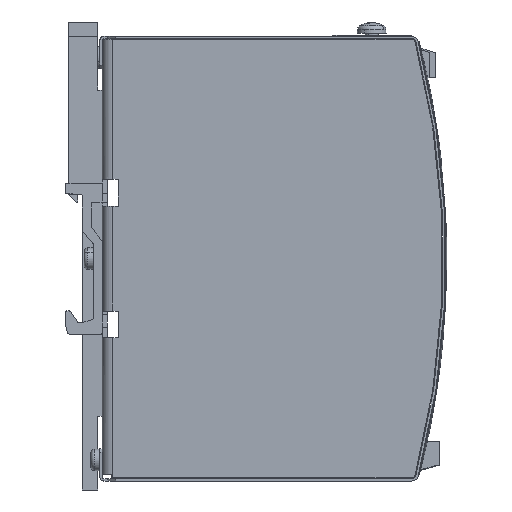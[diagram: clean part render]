
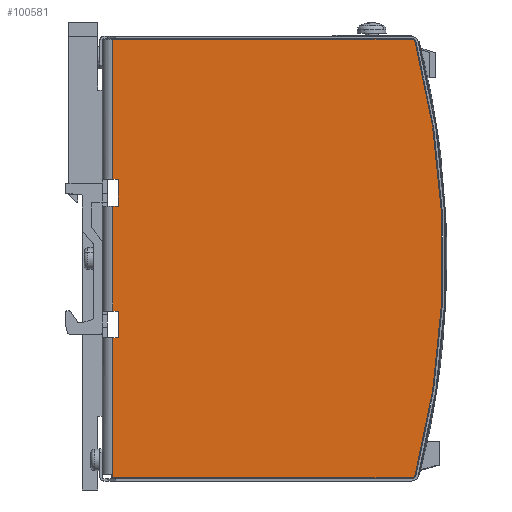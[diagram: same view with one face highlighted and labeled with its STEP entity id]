
A CAD part, front view. The second image highlights one B-rep face of the part: STEP entity #100581.
In plain terms, the highlighted planar face has unit normal (0, -1, 0).
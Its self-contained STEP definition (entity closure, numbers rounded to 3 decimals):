
#24265=DIRECTION('',(1.,0.,0.));
#24266=VECTOR('',#24265,83.693);
#24267=CARTESIAN_POINT('',(3.,-24.5,61.15));
#24268=LINE('',#24267,#24266);
#31151=DIRECTION('',(0.,0.,1.));
#31152=VECTOR('',#31151,39.05);
#31153=CARTESIAN_POINT('',(3.,-24.5,-61.15));
#31154=LINE('',#31153,#31152);
#31211=DIRECTION('',(-1.,0.,0.));
#31212=VECTOR('',#31211,1.5);
#31213=CARTESIAN_POINT('',(4.5,-24.5,14.6));
#31214=LINE('',#31213,#31212);
#31215=DIRECTION('',(0.,0.,-1.));
#31216=VECTOR('',#31215,7.5);
#31217=CARTESIAN_POINT('',(4.5,-24.5,22.1));
#31218=LINE('',#31217,#31216);
#31219=DIRECTION('',(1.,0.,0.));
#31220=VECTOR('',#31219,1.5);
#31221=CARTESIAN_POINT('',(3.,-24.5,22.1));
#31222=LINE('',#31221,#31220);
#31223=CARTESIAN_POINT('',(86.693,-24.5,60.65));
#31224=DIRECTION('',(0.,-1.,0.));
#31225=DIRECTION('',(0.611,0.,0.792));
#31226=AXIS2_PLACEMENT_3D('',#31223,#31224,#31225);
#31228=CARTESIAN_POINT('',(86.693,-24.5,60.65));
#31229=DIRECTION('',(0.,-1.,0.));
#31230=DIRECTION('',(0.967,0.,0.253));
#31231=AXIS2_PLACEMENT_3D('',#31228,#31229,#31230);
#31233=CARTESIAN_POINT('',(-145.,-24.5,0.));
#31234=DIRECTION('',(0.,-1.,0.));
#31235=DIRECTION('',(0.967,0.,-0.253));
#31236=AXIS2_PLACEMENT_3D('',#31233,#31234,#31235);
#31238=CARTESIAN_POINT('',(86.693,-24.5,-60.65));
#31239=DIRECTION('',(0.,-1.,0.));
#31240=DIRECTION('',(0.611,0.,-0.792));
#31241=AXIS2_PLACEMENT_3D('',#31238,#31239,#31240);
#31243=CARTESIAN_POINT('',(86.693,-24.5,-60.65));
#31244=DIRECTION('',(0.,-1.,0.));
#31245=DIRECTION('',(0.,0.,-1.));
#31246=AXIS2_PLACEMENT_3D('',#31243,#31244,#31245);
#31248=DIRECTION('',(1.,0.,0.));
#31249=VECTOR('',#31248,83.693);
#31250=CARTESIAN_POINT('',(3.,-24.5,-61.15));
#31251=LINE('',#31250,#31249);
#31252=DIRECTION('',(-1.,0.,0.));
#31253=VECTOR('',#31252,1.5);
#31254=CARTESIAN_POINT('',(4.5,-24.5,-22.1));
#31255=LINE('',#31254,#31253);
#31256=DIRECTION('',(0.,0.,-1.));
#31257=VECTOR('',#31256,7.5);
#31258=CARTESIAN_POINT('',(4.5,-24.5,-14.6));
#31259=LINE('',#31258,#31257);
#31260=DIRECTION('',(1.,0.,0.));
#31261=VECTOR('',#31260,1.5);
#31262=CARTESIAN_POINT('',(3.,-24.5,-14.6));
#31263=LINE('',#31262,#31261);
#31275=DIRECTION('',(0.,0.,1.));
#31276=VECTOR('',#31275,39.05);
#31277=CARTESIAN_POINT('',(3.,-24.5,22.1));
#31278=LINE('',#31277,#31276);
#31337=DIRECTION('',(0.,0.,1.));
#31338=VECTOR('',#31337,29.2);
#31339=CARTESIAN_POINT('',(3.,-24.5,-14.6));
#31340=LINE('',#31339,#31338);
#70489=CARTESIAN_POINT('',(4.5,-24.5,14.6));
#70490=VERTEX_POINT('',#70489);
#70491=CARTESIAN_POINT('',(4.5,-24.5,22.1));
#70492=VERTEX_POINT('',#70491);
#70513=CARTESIAN_POINT('',(4.5,-24.5,-22.1));
#70514=VERTEX_POINT('',#70513);
#70515=CARTESIAN_POINT('',(4.5,-24.5,-14.6));
#70516=VERTEX_POINT('',#70515);
#70604=CARTESIAN_POINT('',(3.,-24.5,-22.1));
#70606=VERTEX_POINT('',#70604);
#70611=CARTESIAN_POINT('',(3.,-24.5,-61.15));
#70612=VERTEX_POINT('',#70611);
#70613=CARTESIAN_POINT('',(3.,-24.5,22.1));
#70615=VERTEX_POINT('',#70613);
#70617=CARTESIAN_POINT('',(3.,-24.5,61.15));
#70618=VERTEX_POINT('',#70617);
#70620=CARTESIAN_POINT('',(3.,-24.5,14.6));
#70622=VERTEX_POINT('',#70620);
#70623=CARTESIAN_POINT('',(3.,-24.5,-14.6));
#70624=VERTEX_POINT('',#70623);
#70821=CARTESIAN_POINT('',(86.693,-24.5,-61.15));
#70822=VERTEX_POINT('',#70821);
#70825=CARTESIAN_POINT('',(86.999,-24.5,-61.046));
#70826=CARTESIAN_POINT('',(87.177,-24.5,-60.777));
#70827=VERTEX_POINT('',#70825);
#70828=VERTEX_POINT('',#70826);
#70829=CARTESIAN_POINT('',(87.177,-24.5,60.777));
#70830=VERTEX_POINT('',#70829);
#70841=CARTESIAN_POINT('',(86.999,-24.5,61.046));
#70842=CARTESIAN_POINT('',(86.693,-24.5,61.15));
#70843=VERTEX_POINT('',#70841);
#70844=VERTEX_POINT('',#70842);
#100548=CARTESIAN_POINT('',(95.,-24.5,-61.15));
#100549=DIRECTION('',(0.,-1.,0.));
#100550=DIRECTION('',(0.,0.,-1.));
#100551=AXIS2_PLACEMENT_3D('',#100548,#100549,#100550);
#100552=PLANE('',#100551);
#100553=ORIENTED_EDGE('',*,*,#90979,.F.);
#100555=ORIENTED_EDGE('',*,*,#100554,.F.);
#100556=ORIENTED_EDGE('',*,*,#90886,.F.);
#100558=ORIENTED_EDGE('',*,*,#100557,.T.);
#100559=ORIENTED_EDGE('',*,*,#91361,.T.);
#100561=ORIENTED_EDGE('',*,*,#100560,.F.);
#100563=ORIENTED_EDGE('',*,*,#100562,.F.);
#100565=ORIENTED_EDGE('',*,*,#100564,.F.);
#100567=ORIENTED_EDGE('',*,*,#100566,.F.);
#100569=ORIENTED_EDGE('',*,*,#100568,.F.);
#100570=ORIENTED_EDGE('',*,*,#100532,.F.);
#100571=ORIENTED_EDGE('',*,*,#100440,.T.);
#100572=ORIENTED_EDGE('',*,*,#100467,.F.);
#100574=ORIENTED_EDGE('',*,*,#100573,.F.);
#100576=ORIENTED_EDGE('',*,*,#100575,.F.);
#100578=ORIENTED_EDGE('',*,*,#100577,.T.);
#100579=EDGE_LOOP('',(#100553,#100555,#100556,#100558,#100559,#100561,#100563,
#100565,#100567,#100569,#100570,#100571,#100572,#100574,#100576,#100578));
#100580=FACE_OUTER_BOUND('',#100579,.F.);
#100581=ADVANCED_FACE('',(#100580),#100552,.T.);
#31227=CIRCLE('',#31226,0.5);
#31232=CIRCLE('',#31231,0.5);
#31237=CIRCLE('',#31236,240.);
#31242=CIRCLE('',#31241,0.5);
#31247=CIRCLE('',#31246,0.5);
#90886=EDGE_CURVE('',#70615,#70492,#31222,.T.);
#90979=EDGE_CURVE('',#70490,#70622,#31214,.T.);
#91361=EDGE_CURVE('',#70618,#70844,#24268,.T.);
#100440=EDGE_CURVE('',#70612,#70606,#31154,.T.);
#100467=EDGE_CURVE('',#70514,#70606,#31255,.T.);
#100532=EDGE_CURVE('',#70612,#70822,#31251,.T.);
#100554=EDGE_CURVE('',#70492,#70490,#31218,.T.);
#100557=EDGE_CURVE('',#70615,#70618,#31278,.T.);
#100560=EDGE_CURVE('',#70843,#70844,#31227,.T.);
#100562=EDGE_CURVE('',#70830,#70843,#31232,.T.);
#100564=EDGE_CURVE('',#70828,#70830,#31237,.T.);
#100566=EDGE_CURVE('',#70827,#70828,#31242,.T.);
#100568=EDGE_CURVE('',#70822,#70827,#31247,.T.);
#100573=EDGE_CURVE('',#70516,#70514,#31259,.T.);
#100575=EDGE_CURVE('',#70624,#70516,#31263,.T.);
#100577=EDGE_CURVE('',#70624,#70622,#31340,.T.);
